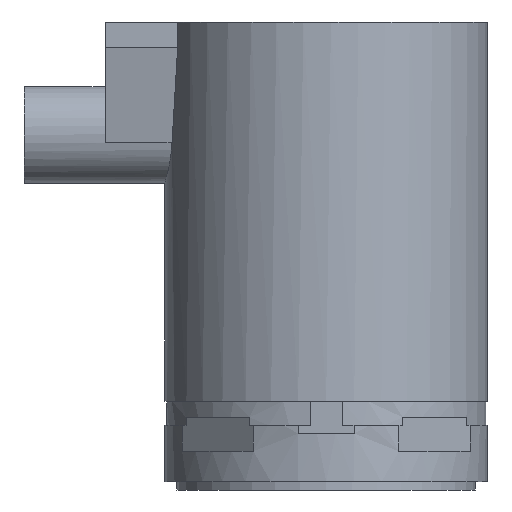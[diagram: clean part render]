
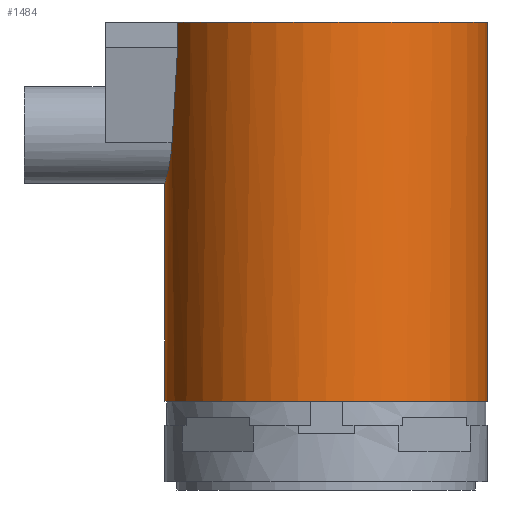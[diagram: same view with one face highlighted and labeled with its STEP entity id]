
A CAD part, front view. The second image highlights one B-rep face of the part: STEP entity #1484.
In plain terms, the highlighted cylindrical face has radius 10 mm (diameter 20 mm), a partial arc.
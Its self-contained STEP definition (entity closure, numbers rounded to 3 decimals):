
#59 = CIRCLE ( 'NONE', #126, 10. ) ;
#72 = CARTESIAN_POINT ( 'NONE',  ( -10., 0., 0. ) ) ;
#104 = EDGE_CURVE ( 'NONE', #871, #829, #517, .T. ) ;
#109 = VECTOR ( 'NONE', #230, 1000. ) ;
#126 = AXIS2_PLACEMENT_3D ( 'NONE', #1829, #1836, #1840 ) ;
#230 = DIRECTION ( 'NONE',  ( 0., 0., 1. ) ) ;
#324 = EDGE_CURVE ( 'NONE', #1906, #1312, #479, .T. ) ;
#327 = CARTESIAN_POINT ( 'NONE',  ( -9.208, -3.9, -1.554 ) ) ;
#339 = EDGE_CURVE ( 'NONE', #1906, #829, #438, .T. ) ;
#428 = DIRECTION ( 'NONE',  ( 0., 0., 1. ) ) ;
#431 = VECTOR ( 'NONE', #582, 1000. ) ;
#438 = CIRCLE ( 'NONE', #709, 10. ) ;
#465 = CARTESIAN_POINT ( 'NONE',  ( -9.208, -3.9, 0. ) ) ;
#479 = LINE ( 'NONE', #465, #431 ) ;
#501 = VECTOR ( 'NONE', #815, 1000. ) ;
#511 = DIRECTION ( 'NONE',  ( 1., 0., 0. ) ) ;
#517 = LINE ( 'NONE', #806, #501 ) ;
#551 = CARTESIAN_POINT ( 'NONE',  ( -9.208, -3.9, 0. ) ) ;
#582 = DIRECTION ( 'NONE',  ( 0., 0., -1. ) ) ;
#629 = DIRECTION ( 'NONE',  ( 0., 0., 1. ) ) ;
#709 = AXIS2_PLACEMENT_3D ( 'NONE', #1462, #629, #1520 ) ;
#806 = CARTESIAN_POINT ( 'NONE',  ( 10., 0., 0. ) ) ;
#815 = DIRECTION ( 'NONE',  ( 0., 0., 1. ) ) ;
#829 = VERTEX_POINT ( 'NONE', #1590 ) ;
#871 = VERTEX_POINT ( 'NONE', #1844 ) ;
#894 = EDGE_LOOP ( 'NONE', ( #1485, #1385, #1377, #1280, #1267, #1188, #1096 ) ) ;
#957 = VERTEX_POINT ( 'NONE', #993 ) ;
#993 = CARTESIAN_POINT ( 'NONE',  ( -9.551, -2.963, -7.469 ) ) ;
#1000 = CARTESIAN_POINT ( 'NONE',  ( -9.568, -2.907, -7.824 ) ) ;
#1067 = CARTESIAN_POINT ( 'NONE',  ( -9.551, -2.963, -7.469 ) ) ;
#1096 = ORIENTED_EDGE ( 'NONE', *, *, #1303, .T. ) ;
#1107 = CARTESIAN_POINT ( 'NONE',  ( -9.208, -3.9, -1.554 ) ) ;
#1122 = CARTESIAN_POINT ( 'NONE',  ( -9.338, -3.594, -3.489 ) ) ;
#1129 = CARTESIAN_POINT ( 'NONE',  ( -9.452, -3.281, -5.462 ) ) ;
#1175 = CARTESIAN_POINT ( 'NONE',  ( -9.605, -2.79, -8.158 ) ) ;
#1176 = VERTEX_POINT ( 'NONE', #1663 ) ;
#1188 = ORIENTED_EDGE ( 'NONE', *, *, #1549, .T. ) ;
#1189 = CARTESIAN_POINT ( 'NONE',  ( -9.675, -2.53, -8.622 ) ) ;
#1210 = CARTESIAN_POINT ( 'NONE',  ( -9.701, -2.431, -8.767 ) ) ;
#1212 = LINE ( 'NONE', #72, #109 ) ;
#1220 = CARTESIAN_POINT ( 'NONE',  ( -9.754, -2.208, -9.038 ) ) ;
#1230 = CARTESIAN_POINT ( 'NONE',  ( -9.781, -2.084, -9.165 ) ) ;
#1243 = CARTESIAN_POINT ( 'NONE',  ( -9.835, -1.816, -9.395 ) ) ;
#1252 = CARTESIAN_POINT ( 'NONE',  ( -9.86, -1.673, -9.496 ) ) ;
#1267 = ORIENTED_EDGE ( 'NONE', *, *, #324, .T. ) ;
#1280 = ORIENTED_EDGE ( 'NONE', *, *, #339, .F. ) ;
#1291 = CARTESIAN_POINT ( 'NONE',  ( -9.551, -2.963, -7.469 ) ) ;
#1303 = EDGE_CURVE ( 'NONE', #957, #1406, #1436, .T. ) ;
#1312 = VERTEX_POINT ( 'NONE', #327 ) ;
#1325 = EDGE_CURVE ( 'NONE', #1176, #871, #59, .T. ) ;
#1340 = CARTESIAN_POINT ( 'NONE',  ( -9.907, -1.371, -9.674 ) ) ;
#1354 = CARTESIAN_POINT ( 'NONE',  ( -9.928, -1.209, -9.751 ) ) ;
#1373 = CARTESIAN_POINT ( 'NONE',  ( -9.963, -0.876, -9.875 ) ) ;
#1377 = ORIENTED_EDGE ( 'NONE', *, *, #104, .T. ) ;
#1379 = CARTESIAN_POINT ( 'NONE',  ( -9.977, -0.706, -9.921 ) ) ;
#1385 = ORIENTED_EDGE ( 'NONE', *, *, #1325, .T. ) ;
#1386 = CARTESIAN_POINT ( 'NONE',  ( -9.995, -0.358, -9.984 ) ) ;
#1401 = CARTESIAN_POINT ( 'NONE',  ( -10., -0.178, -10. ) ) ;
#1406 = VERTEX_POINT ( 'NONE', #1972 ) ;
#1414 = CARTESIAN_POINT ( 'NONE',  ( -10., 0., -10. ) ) ;
#1436 = B_SPLINE_CURVE_WITH_KNOTS ( 'NONE', 3,
 ( #1067, #1000, #1175, #1189, #1210, #1220, #1230, #1243, #1252, #1340, #1354, #1373, #1379, #1386, #1401, #1414 ),
 .UNSPECIFIED., .F., .F.,
 ( 4, 2, 2, 2, 2, 2, 2, 4 ),
 ( 0., 0.001, 0.002, 0.002, 0.003, 0.003, 0.004, 0.004 ),
 .UNSPECIFIED. ) ;
#1462 = CARTESIAN_POINT ( 'NONE',  ( 0., 0., 0. ) ) ;
#1484 = ADVANCED_FACE ( 'NONE', ( #1715 ), #1950, .T. ) ;
#1485 = ORIENTED_EDGE ( 'NONE', *, *, #1510, .F. ) ;
#1510 = EDGE_CURVE ( 'NONE', #1176, #1406, #1212, .T. ) ;
#1520 = DIRECTION ( 'NONE',  ( 1., 0., 0. ) ) ;
#1549 = EDGE_CURVE ( 'NONE', #1312, #957, #1649, .T. ) ;
#1590 = CARTESIAN_POINT ( 'NONE',  ( 10., 0., 0. ) ) ;
#1649 =( BOUNDED_CURVE ( )  B_SPLINE_CURVE ( 3, ( #1107, #1122, #1129, #1291 ),
 .UNSPECIFIED., .F., .F. ) 
 B_SPLINE_CURVE_WITH_KNOTS ( ( 4, 4 ),
 ( 1.17, 1.27 ),
 .UNSPECIFIED. ) 
 CURVE ( )  GEOMETRIC_REPRESENTATION_ITEM ( )  RATIONAL_B_SPLINE_CURVE ( ( 1., 0.999, 0.999, 1. ) ) 
 REPRESENTATION_ITEM ( '' )  );
#1663 = CARTESIAN_POINT ( 'NONE',  ( -10., 0., -23.5 ) ) ;
#1715 = FACE_OUTER_BOUND ( 'NONE', #894, .T. ) ;
#1768 = AXIS2_PLACEMENT_3D ( 'NONE', #1987, #428, #511 ) ;
#1829 = CARTESIAN_POINT ( 'NONE',  ( 0., 0., -23.5 ) ) ;
#1836 = DIRECTION ( 'NONE',  ( 0., 0., 1. ) ) ;
#1840 = DIRECTION ( 'NONE',  ( 1., 0., 0. ) ) ;
#1844 = CARTESIAN_POINT ( 'NONE',  ( 10., 0., -23.5 ) ) ;
#1906 = VERTEX_POINT ( 'NONE', #551 ) ;
#1950 = CYLINDRICAL_SURFACE ( 'NONE', #1768, 10. ) ;
#1972 = CARTESIAN_POINT ( 'NONE',  ( -10., 0., -10. ) ) ;
#1987 = CARTESIAN_POINT ( 'NONE',  ( 0., 0., 0. ) ) ;
